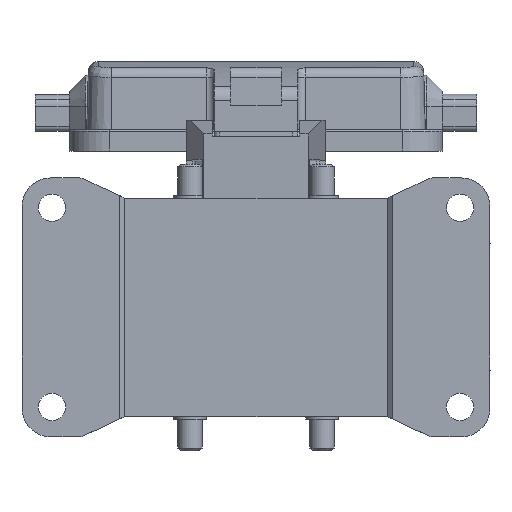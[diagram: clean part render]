
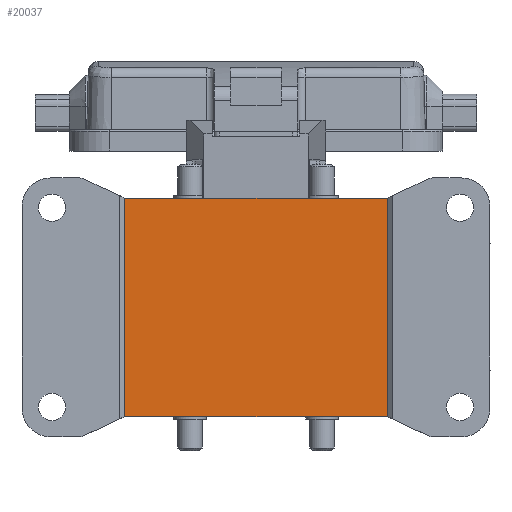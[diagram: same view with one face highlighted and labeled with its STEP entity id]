
A CAD part, front view. The second image highlights one B-rep face of the part: STEP entity #20037.
In plain terms, the highlighted planar face has unit normal (0, -1, 0).
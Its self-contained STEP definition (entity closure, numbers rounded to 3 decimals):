
#4493 = CARTESIAN_POINT ( 'NONE',  ( -26.422, -52.5, 21.949 ) ) ;
#4494 = CARTESIAN_POINT ( 'NONE',  ( 26.422, -52.5, -21.949 ) ) ;
#4527 = CARTESIAN_POINT ( 'NONE',  ( 26.422, -52.5, 21.949 ) ) ;
#4528 = CARTESIAN_POINT ( 'NONE',  ( -26.422, -52.5, -21.949 ) ) ;
#5320 = VERTEX_POINT ( 'NONE', #4493 ) ;
#5321 = VERTEX_POINT ( 'NONE', #4494 ) ;
#5354 = VERTEX_POINT ( 'NONE', #4527 ) ;
#5355 = VERTEX_POINT ( 'NONE', #4528 ) ;
#5996 = EDGE_LOOP ( 'NONE', ( #7109, #7133, #7134, #7131, #7128, #7129, #7130, #7132 ) ) ;
#6236 = VECTOR ( 'NONE', #18949, 1000. ) ;
#6523 = LINE ( 'NONE', #6524, #23508 ) ;
#6524 = CARTESIAN_POINT ( 'NONE',  ( 0., -52.5, 21.941 ) ) ;
#6525 = DIRECTION ( 'NONE',  ( -1., 0., 0. ) ) ;
#7109 = ORIENTED_EDGE ( 'NONE', *, *, #10295, .T. ) ;
#7128 = ORIENTED_EDGE ( 'NONE', *, *, #10299, .F. ) ;
#7129 = ORIENTED_EDGE ( 'NONE', *, *, #10290, .T. ) ;
#7130 = ORIENTED_EDGE ( 'NONE', *, *, #10288, .F. ) ;
#7131 = ORIENTED_EDGE ( 'NONE', *, *, #19612, .T. ) ;
#7132 = ORIENTED_EDGE ( 'NONE', *, *, #20133, .F. ) ;
#7133 = ORIENTED_EDGE ( 'NONE', *, *, #10297, .T. ) ;
#7134 = ORIENTED_EDGE ( 'NONE', *, *, #10292, .F. ) ;
#8194 = CARTESIAN_POINT ( 'NONE',  ( 26.404, -52.5, 21.941 ) ) ;
#8206 = CARTESIAN_POINT ( 'NONE',  ( -26.404, -52.5, 21.941 ) ) ;
#8269 = CARTESIAN_POINT ( 'NONE',  ( 26.404, -52.5, -21.941 ) ) ;
#8272 = CARTESIAN_POINT ( 'NONE',  ( -26.404, -52.5, -21.941 ) ) ;
#10288 = EDGE_CURVE ( 'NONE', #12125, #5355, #15484, .T. ) ;
#10290 = EDGE_CURVE ( 'NONE', #5320, #5355, #15487, .T. ) ;
#10292 = EDGE_CURVE ( 'NONE', #11013, #5354, #15490, .T. ) ;
#10295 = EDGE_CURVE ( 'NONE', #12122, #5321, #15483, .T. ) ;
#10297 = EDGE_CURVE ( 'NONE', #5321, #5354, #15496, .T. ) ;
#10299 = EDGE_CURVE ( 'NONE', #5320, #11026, #15499, .T. ) ;
#11013 = VERTEX_POINT ( 'NONE', #8194 ) ;
#11026 = VERTEX_POINT ( 'NONE', #8206 ) ;
#12122 = VERTEX_POINT ( 'NONE', #8269 ) ;
#12125 = VERTEX_POINT ( 'NONE', #8272 ) ;
#13661 = PLANE ( 'NONE',  #16825 ) ;
#13662 = CARTESIAN_POINT ( 'NONE',  ( 0., -52.5, 0. ) ) ;
#13663 = DIRECTION ( 'NONE',  ( 0., -1., 0. ) ) ;
#13664 = DIRECTION ( 'NONE',  ( 0., 0., -1. ) ) ;
#14327 = VECTOR ( 'NONE', #15486, 1000. ) ;
#14329 = VECTOR ( 'NONE', #15489, 1000. ) ;
#14903 = VECTOR ( 'NONE', #15492, 1000. ) ;
#14904 = VECTOR ( 'NONE', #15494, 1000. ) ;
#14905 = VECTOR ( 'NONE', #15498, 1000. ) ;
#14907 = VECTOR ( 'NONE', #15501, 1000. ) ;
#15483 = LINE ( 'NONE', #15493, #14904 ) ;
#15484 = LINE ( 'NONE', #15485, #14327 ) ;
#15485 = CARTESIAN_POINT ( 'NONE',  ( -35., -52.5, -26. ) ) ;
#15486 = DIRECTION ( 'NONE',  ( -0.904, 0., -0.427 ) ) ;
#15487 = LINE ( 'NONE', #15488, #14329 ) ;
#15488 = CARTESIAN_POINT ( 'NONE',  ( -26.422, -52.5, 0. ) ) ;
#15489 = DIRECTION ( 'NONE',  ( 0., 0., -1. ) ) ;
#15490 = LINE ( 'NONE', #15491, #14903 ) ;
#15491 = CARTESIAN_POINT ( 'NONE',  ( 35., -52.5, 26. ) ) ;
#15492 = DIRECTION ( 'NONE',  ( 0.904, 0., 0.427 ) ) ;
#15493 = CARTESIAN_POINT ( 'NONE',  ( 26.404, -52.5, -21.941 ) ) ;
#15494 = DIRECTION ( 'NONE',  ( 0.904, 0., -0.427 ) ) ;
#15496 = LINE ( 'NONE', #15497, #14905 ) ;
#15497 = CARTESIAN_POINT ( 'NONE',  ( 26.422, -52.5, 0. ) ) ;
#15498 = DIRECTION ( 'NONE',  ( 0., 0., 1. ) ) ;
#15499 = LINE ( 'NONE', #15500, #14907 ) ;
#15500 = CARTESIAN_POINT ( 'NONE',  ( -26., -52.5, 21.75 ) ) ;
#15501 = DIRECTION ( 'NONE',  ( 0.904, 0., -0.427 ) ) ;
#16822 = FACE_OUTER_BOUND ( 'NONE', #5996, .T. ) ;
#16825 = AXIS2_PLACEMENT_3D ( 'NONE', #13662, #13663, #13664 ) ;
#18947 = LINE ( 'NONE', #18948, #6236 ) ;
#18948 = CARTESIAN_POINT ( 'NONE',  ( 30.935, -52.5, -21.941 ) ) ;
#18949 = DIRECTION ( 'NONE',  ( -1., 0., 0. ) ) ;
#19612 = EDGE_CURVE ( 'NONE', #11013, #11026, #6523, .T. ) ;
#20037 = ADVANCED_FACE ( 'NONE', ( #16822 ), #13661, .T. ) ;
#20133 = EDGE_CURVE ( 'NONE', #12122, #12125, #18947, .T. ) ;
#23508 = VECTOR ( 'NONE', #6525, 1000. ) ;
